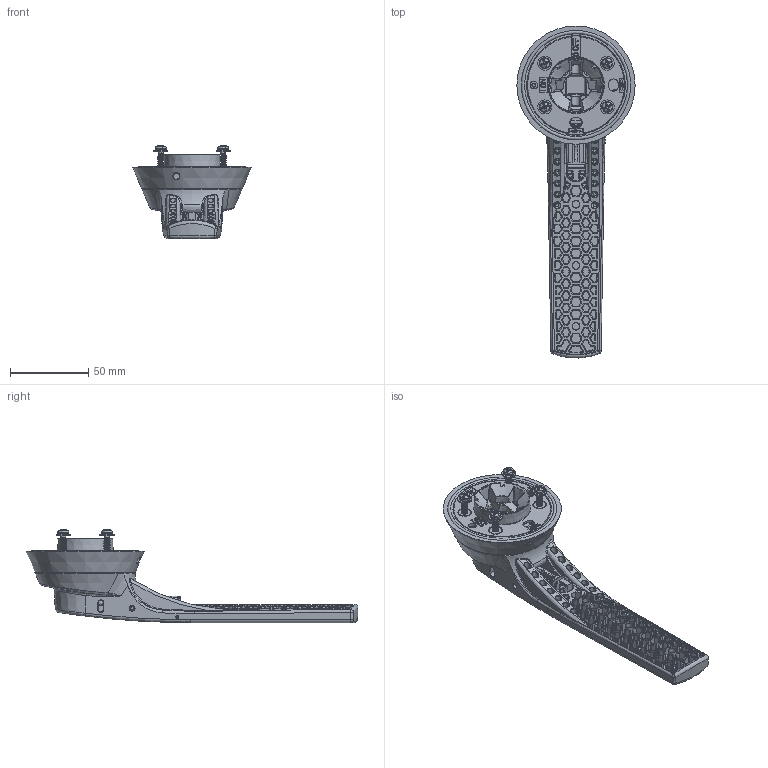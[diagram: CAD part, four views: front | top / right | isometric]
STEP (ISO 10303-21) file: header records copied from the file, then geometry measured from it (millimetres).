
FILE_DESCRIPTION(/* description */ (''),/* implementation_level */ '2;1');
FILE_NAME(/* name */ 'FILE_STP_CAD_DRAWING_3d_GLX63____prt.stp',/* time_stamp */ '2023-04-21T16:14:24+02:00',/* author */ (''),/* organization */ (''),/* preprocessor_version */ 'ST-DEVELOPER v16.7',/* originating_system */ 'SIEMENS PLM Software NX 12.0',/* authorisation */ '');
FILE_SCHEMA (('AUTOMOTIVE_DESIGN { 1 0 10303 214 3 1 1 1 }'));
Length unit declared in the file: millimetre
Products named in the file (1): 3d_GLX63___
Bounding box: 75.79 x 212.76 x 59.7 mm (x, y, z)
Surface area: 58016.7 mm2 (no closed solid volume)
Topology: 0 solids, 24 shells, 3546 faces, 9381 edges, 5821 vertices
Faces by surface type: bspline 1405, cylinder 971, plane 829, cone 126, torus 120, sphere 94, extrusion 1
Full cylindrical faces by diameter (mm): 1.5 x1, 2 x2, 2.7 x1, 3 x1, 4 x1, 4.2 x4, 4.3 x4, 4.509 x1, 4.9 x1, 9 x4, 65.9 x1, 70.1 x1, 75.791 x1
Entity records: 168450 total; most frequent: CARTESIAN_POINT 91820, ORIENTED_EDGE 16995, DIRECTION 13683, EDGE_CURVE 9194, VERTEX_POINT 5772, AXIS2_PLACEMENT_3D 5395, EDGE_LOOP 3813, ADVANCED_FACE 3545
